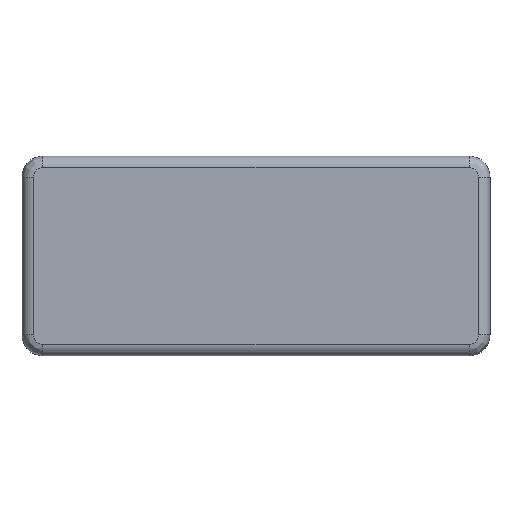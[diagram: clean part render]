
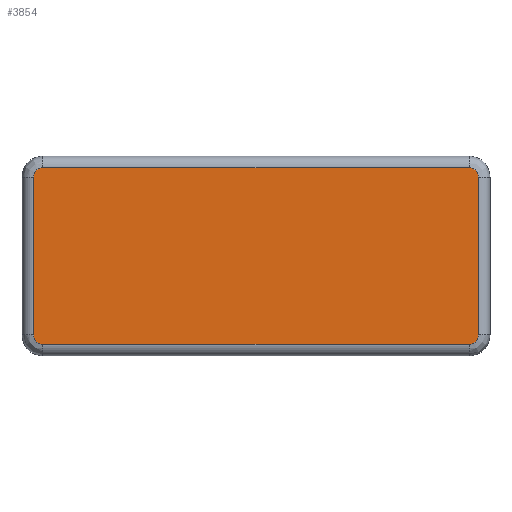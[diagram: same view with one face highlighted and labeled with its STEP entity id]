
A CAD part, front view. The second image highlights one B-rep face of the part: STEP entity #3854.
In plain terms, the highlighted planar face has unit normal (0, -1, 0).
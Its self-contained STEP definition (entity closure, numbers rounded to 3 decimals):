
#1061=DIRECTION('',(0.,0.,1.));
#1062=VECTOR('',#1061,13.6);
#1063=CARTESIAN_POINT('',(-19.15,-1.,-6.8));
#1064=LINE('',#1063,#1062);
#1088=DIRECTION('',(1.,0.,0.));
#1089=VECTOR('',#1088,36.7);
#1090=CARTESIAN_POINT('',(-18.35,-1.,7.6));
#1091=LINE('',#1090,#1089);
#1111=DIRECTION('',(0.,0.,-1.));
#1112=VECTOR('',#1111,13.6);
#1113=CARTESIAN_POINT('',(19.15,-1.,6.8));
#1114=LINE('',#1113,#1112);
#1130=DIRECTION('',(-1.,0.,0.));
#1131=VECTOR('',#1130,36.7);
#1132=CARTESIAN_POINT('',(18.35,-1.,-7.6));
#1133=LINE('',#1132,#1131);
#1138=CARTESIAN_POINT('',(18.35,-1.,6.8));
#1139=DIRECTION('',(0.,-1.,0.));
#1140=DIRECTION('',(1.,0.,0.));
#1141=AXIS2_PLACEMENT_3D('',#1138,#1139,#1140);
#1143=CARTESIAN_POINT('',(18.35,-1.,-6.8));
#1144=DIRECTION('',(0.,-1.,0.));
#1145=DIRECTION('',(0.,0.,-1.));
#1146=AXIS2_PLACEMENT_3D('',#1143,#1144,#1145);
#1148=CARTESIAN_POINT('',(-18.35,-1.,-6.8));
#1149=DIRECTION('',(0.,-1.,0.));
#1150=DIRECTION('',(-1.,0.,0.));
#1151=AXIS2_PLACEMENT_3D('',#1148,#1149,#1150);
#1153=CARTESIAN_POINT('',(-18.35,-1.,6.8));
#1154=DIRECTION('',(0.,-1.,0.));
#1155=DIRECTION('',(0.,0.,1.));
#1156=AXIS2_PLACEMENT_3D('',#1153,#1154,#1155);
#2332=CARTESIAN_POINT('',(18.35,-1.,-7.6));
#2333=CARTESIAN_POINT('',(19.15,-1.,-6.8));
#2334=VERTEX_POINT('',#2332);
#2335=VERTEX_POINT('',#2333);
#2344=CARTESIAN_POINT('',(-18.35,-1.,-7.6));
#2345=VERTEX_POINT('',#2344);
#2361=CARTESIAN_POINT('',(-19.15,-1.,-6.8));
#2362=VERTEX_POINT('',#2361);
#2378=CARTESIAN_POINT('',(-19.15,-1.,6.8));
#2379=VERTEX_POINT('',#2378);
#2389=CARTESIAN_POINT('',(-18.35,-1.,7.6));
#2390=VERTEX_POINT('',#2389);
#2400=CARTESIAN_POINT('',(18.35,-1.,7.6));
#2401=VERTEX_POINT('',#2400);
#2413=CARTESIAN_POINT('',(19.15,-1.,6.8));
#2414=VERTEX_POINT('',#2413);
#3839=CARTESIAN_POINT('',(20.15,-1.,-8.6));
#3840=DIRECTION('',(0.,1.,0.));
#3841=DIRECTION('',(0.,0.,1.));
#3842=AXIS2_PLACEMENT_3D('',#3839,#3840,#3841);
#3843=PLANE('',#3842);
#3844=ORIENTED_EDGE('',*,*,#3781,.F.);
#3845=ORIENTED_EDGE('',*,*,#3795,.T.);
#3846=ORIENTED_EDGE('',*,*,#3819,.F.);
#3847=ORIENTED_EDGE('',*,*,#3832,.T.);
#3848=ORIENTED_EDGE('',*,*,#3698,.F.);
#3849=ORIENTED_EDGE('',*,*,#3713,.T.);
#3850=ORIENTED_EDGE('',*,*,#3739,.F.);
#3851=ORIENTED_EDGE('',*,*,#3755,.T.);
#3852=EDGE_LOOP('',(#3844,#3845,#3846,#3847,#3848,#3849,#3850,#3851));
#3853=FACE_OUTER_BOUND('',#3852,.F.);
#3854=ADVANCED_FACE('',(#3853),#3843,.F.);
#1142=CIRCLE('',#1141,0.8);
#1147=CIRCLE('',#1146,0.8);
#1152=CIRCLE('',#1151,0.8);
#1157=CIRCLE('',#1156,0.8);
#3698=EDGE_CURVE('',#2362,#2345,#1152,.T.);
#3713=EDGE_CURVE('',#2362,#2379,#1064,.T.);
#3739=EDGE_CURVE('',#2390,#2379,#1157,.T.);
#3755=EDGE_CURVE('',#2390,#2401,#1091,.T.);
#3781=EDGE_CURVE('',#2414,#2401,#1142,.T.);
#3795=EDGE_CURVE('',#2414,#2335,#1114,.T.);
#3819=EDGE_CURVE('',#2334,#2335,#1147,.T.);
#3832=EDGE_CURVE('',#2334,#2345,#1133,.T.);
